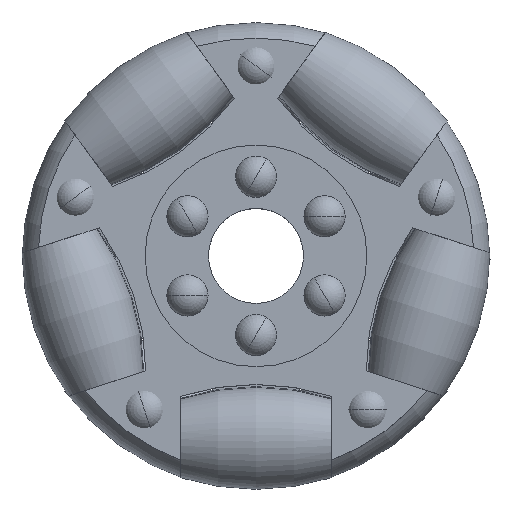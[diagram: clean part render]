
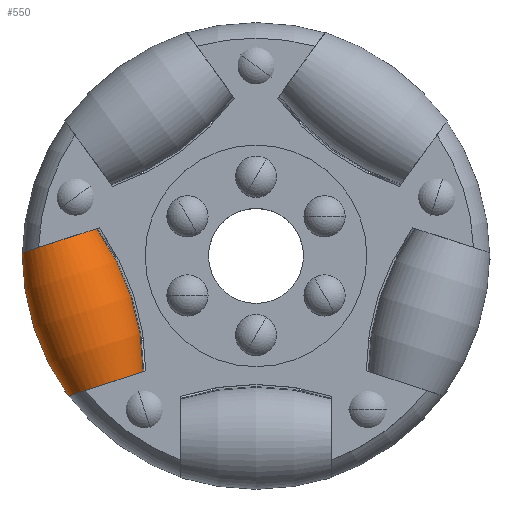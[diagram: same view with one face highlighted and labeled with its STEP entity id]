
A CAD part, top view. The second image highlights one B-rep face of the part: STEP entity #550.
In plain terms, the highlighted toroidal (fillet/blend) face has major radius 24.33 mm and minor radius 30.83 mm.
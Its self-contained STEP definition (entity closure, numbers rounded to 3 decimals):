
#79 = EDGE_CURVE ( 'NONE', #4338, #4252, #549, .T. ) ;
#230 = EDGE_CURVE ( 'NONE', #4338, #4057, #1193, .T. ) ;
#238 = DIRECTION ( 'NONE',  ( 0., 0., 1. ) ) ;
#268 = FACE_OUTER_BOUND ( 'NONE', #3347, .T. ) ;
#277 = AXIS2_PLACEMENT_3D ( 'NONE', #2873, #3695, #238 ) ;
#367 = EDGE_CURVE ( 'NONE', #4252, #3088, #4704, .T. ) ;
#549 = CIRCLE ( 'NONE', #277, 5. ) ;
#550 = ADVANCED_FACE ( 'NONE', ( #268 ), #3800, .T. ) ;
#559 = AXIS2_PLACEMENT_3D ( 'NONE', #3285, #1617, #3320 ) ;
#944 = ORIENTED_EDGE ( 'NONE', *, *, #1426, .F. ) ;
#1026 = CARTESIAN_POINT ( 'NONE',  ( 0., 0., -5. ) ) ;
#1032 = AXIS2_PLACEMENT_3D ( 'NONE', #5501, #1643, #5104 ) ;
#1165 = DIRECTION ( 'NONE',  ( 0., 0., -1. ) ) ;
#1193 = CIRCLE ( 'NONE', #3606, 30.83 ) ;
#1426 = EDGE_CURVE ( 'NONE', #4057, #3088, #2114, .T. ) ;
#1617 = DIRECTION ( 'NONE',  ( -1., 0., 0. ) ) ;
#1643 = DIRECTION ( 'NONE',  ( -1., 0., 0. ) ) ;
#2114 = CIRCLE ( 'NONE', #1032, 5. ) ;
#2270 = AXIS2_PLACEMENT_3D ( 'NONE', #4996, #5360, #3216 ) ;
#2463 = DIRECTION ( 'NONE',  ( 0., -1., 0. ) ) ;
#2873 = CARTESIAN_POINT ( 'NONE',  ( 19., 0., 0. ) ) ;
#3088 = VERTEX_POINT ( 'NONE', #1026 ) ;
#3216 = DIRECTION ( 'NONE',  ( 0., 0., 1. ) ) ;
#3285 = CARTESIAN_POINT ( 'NONE',  ( 9.5, 0., 0. ) ) ;
#3320 = DIRECTION ( 'NONE',  ( 0., 0., 1. ) ) ;
#3347 = EDGE_LOOP ( 'NONE', ( #4082, #5097, #944, #3797 ) ) ;
#3606 = AXIS2_PLACEMENT_3D ( 'NONE', #4962, #2463, #1165 ) ;
#3695 = DIRECTION ( 'NONE',  ( -1., 0., 0. ) ) ;
#3797 = ORIENTED_EDGE ( 'NONE', *, *, #230, .F. ) ;
#3800 = TOROIDAL_SURFACE ( 'NONE', #559, -24.33, 30.83 ) ;
#4057 = VERTEX_POINT ( 'NONE', #4297 ) ;
#4082 = ORIENTED_EDGE ( 'NONE', *, *, #79, .T. ) ;
#4252 = VERTEX_POINT ( 'NONE', #5321 ) ;
#4297 = CARTESIAN_POINT ( 'NONE',  ( 0., 0., 5. ) ) ;
#4338 = VERTEX_POINT ( 'NONE', #5096 ) ;
#4704 = CIRCLE ( 'NONE', #2270, 30.83 ) ;
#4962 = CARTESIAN_POINT ( 'NONE',  ( 9.5, 0., -24.33 ) ) ;
#4996 = CARTESIAN_POINT ( 'NONE',  ( 9.5, 0., 24.33 ) ) ;
#5096 = CARTESIAN_POINT ( 'NONE',  ( 19., 0., 5. ) ) ;
#5097 = ORIENTED_EDGE ( 'NONE', *, *, #367, .T. ) ;
#5104 = DIRECTION ( 'NONE',  ( 0., 0., 1. ) ) ;
#5321 = CARTESIAN_POINT ( 'NONE',  ( 19., 0., -5. ) ) ;
#5360 = DIRECTION ( 'NONE',  ( 0., 1., 0. ) ) ;
#5501 = CARTESIAN_POINT ( 'NONE',  ( 0., 0., 0. ) ) ;
